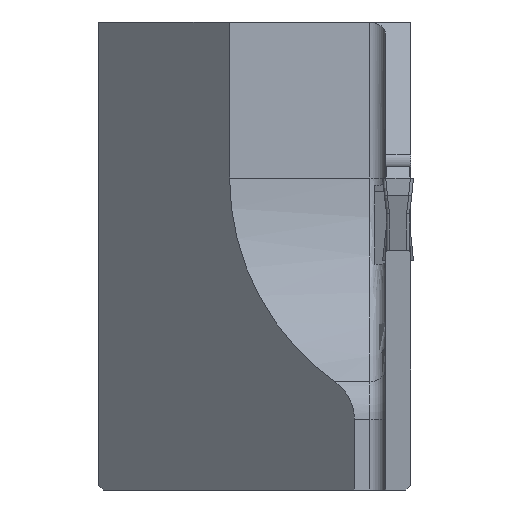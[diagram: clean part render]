
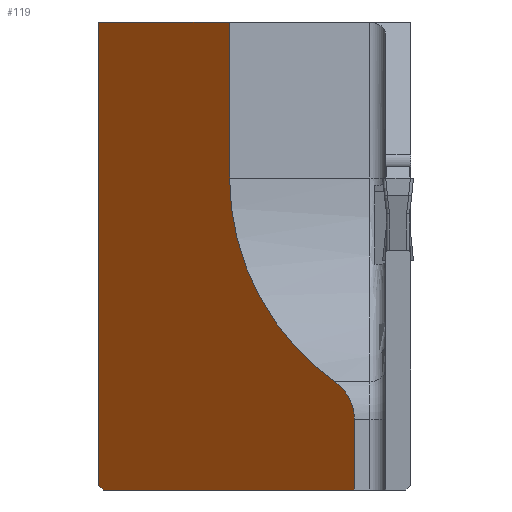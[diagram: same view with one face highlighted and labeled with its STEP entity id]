
A CAD part, left-side view. The second image highlights one B-rep face of the part: STEP entity #119.
In plain terms, the highlighted planar face has unit normal (-0.707, 0.707, 0).
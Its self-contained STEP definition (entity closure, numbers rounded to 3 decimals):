
#66=ELLIPSE('',#1254,4.243,3.);
#67=ELLIPSE('',#1257,22.627,16.);
#119=ADVANCED_FACE('',(#231),#178,.F.);
#178=PLANE('',#1273);
#231=FACE_OUTER_BOUND('',#297,.T.);
#297=EDGE_LOOP('',(#476,#477,#478,#479,#480,#481,#482,#483,#484));
#476=ORIENTED_EDGE('',*,*,#867,.F.);
#477=ORIENTED_EDGE('',*,*,#878,.T.);
#478=ORIENTED_EDGE('',*,*,#825,.F.);
#479=ORIENTED_EDGE('',*,*,#836,.F.);
#480=ORIENTED_EDGE('',*,*,#833,.F.);
#481=ORIENTED_EDGE('',*,*,#848,.F.);
#482=ORIENTED_EDGE('',*,*,#868,.F.);
#483=ORIENTED_EDGE('',*,*,#859,.F.);
#484=ORIENTED_EDGE('',*,*,#863,.F.);
#716=VERTEX_POINT('',#1732);
#717=VERTEX_POINT('',#1733);
#721=VERTEX_POINT('',#1746);
#723=VERTEX_POINT('',#1749);
#733=VERTEX_POINT('',#1776);
#735=VERTEX_POINT('',#1797);
#736=VERTEX_POINT('',#1799);
#739=VERTEX_POINT('',#1806);
#741=VERTEX_POINT('',#1813);
#825=EDGE_CURVE('',#716,#717,#990,.T.);
#833=EDGE_CURVE('',#721,#723,#998,.T.);
#836=EDGE_CURVE('',#723,#716,#1001,.T.);
#848=EDGE_CURVE('',#733,#721,#1011,.T.);
#859=EDGE_CURVE('',#735,#736,#66,.T.);
#863=EDGE_CURVE('',#739,#735,#67,.T.);
#867=EDGE_CURVE('',#741,#739,#1026,.T.);
#868=EDGE_CURVE('',#736,#733,#1027,.T.);
#878=EDGE_CURVE('',#741,#717,#1030,.T.);
#990=LINE('',#1731,#1118);
#998=LINE('',#1748,#1126);
#1001=LINE('',#1754,#1129);
#1011=LINE('',#1777,#1139);
#1026=LINE('',#1814,#1154);
#1027=LINE('',#1816,#1155);
#1030=LINE('',#1862,#1158);
#1118=VECTOR('',#1374,1.);
#1126=VECTOR('',#1386,1.);
#1129=VECTOR('',#1391,1.);
#1139=VECTOR('',#1409,1.);
#1154=VECTOR('',#1452,1.);
#1155=VECTOR('',#1455,1.);
#1158=VECTOR('',#1482,1.);
#1254=AXIS2_PLACEMENT_3D('',#1798,#1436,#1437);
#1257=AXIS2_PLACEMENT_3D('',#1807,#1444,#1445);
#1273=AXIS2_PLACEMENT_3D('',#1863,#1483,#1484);
#1374=DIRECTION('',(-0.707,-0.707,0.));
#1386=DIRECTION('',(0.577,0.577,0.577));
#1391=DIRECTION('',(0.,0.,1.));
#1409=DIRECTION('',(0.707,0.707,0.));
#1436=DIRECTION('',(0.707,-0.707,0.));
#1437=DIRECTION('',(-0.707,-0.707,0.));
#1444=DIRECTION('',(-0.707,0.707,0.));
#1445=DIRECTION('',(-0.707,-0.707,0.));
#1452=DIRECTION('',(0.,0.,-1.));
#1455=DIRECTION('',(0.,0.,-1.));
#1482=DIRECTION('',(0.619,0.619,0.484));
#1483=DIRECTION('',(0.707,-0.707,0.));
#1484=DIRECTION('',(0.707,0.707,0.));
#1731=CARTESIAN_POINT('',(8.,-16.4,10.));
#1732=CARTESIAN_POINT('',(24.4,0.,10.));
#1733=CARTESIAN_POINT('',(16.027,-8.373,10.));
#1746=CARTESIAN_POINT('',(24.1,-0.3,-20.));
#1748=CARTESIAN_POINT('',(12.7,-11.7,-31.4));
#1749=CARTESIAN_POINT('',(24.4,0.,-19.7));
#1754=CARTESIAN_POINT('',(24.4,0.,-22.));
#1776=CARTESIAN_POINT('',(8.,-16.4,-20.));
#1777=CARTESIAN_POINT('',(8.,-16.4,-20.));
#1797=CARTESIAN_POINT('',(9.263,-15.137,-13.046));
#1798=CARTESIAN_POINT('',(11.,-13.4,-15.492));
#1799=CARTESIAN_POINT('',(8.,-16.4,-15.492));
#1806=CARTESIAN_POINT('',(16.,-8.4,0.));
#1807=CARTESIAN_POINT('',(0.,-24.4,0.));
#1813=CARTESIAN_POINT('',(16.,-8.4,9.979));
#1814=CARTESIAN_POINT('',(16.,-8.4,-22.));
#1816=CARTESIAN_POINT('',(8.,-16.4,-22.));
#1862=CARTESIAN_POINT('',(8.385,-16.015,4.029));
#1863=CARTESIAN_POINT('',(8.,-16.4,-22.));
